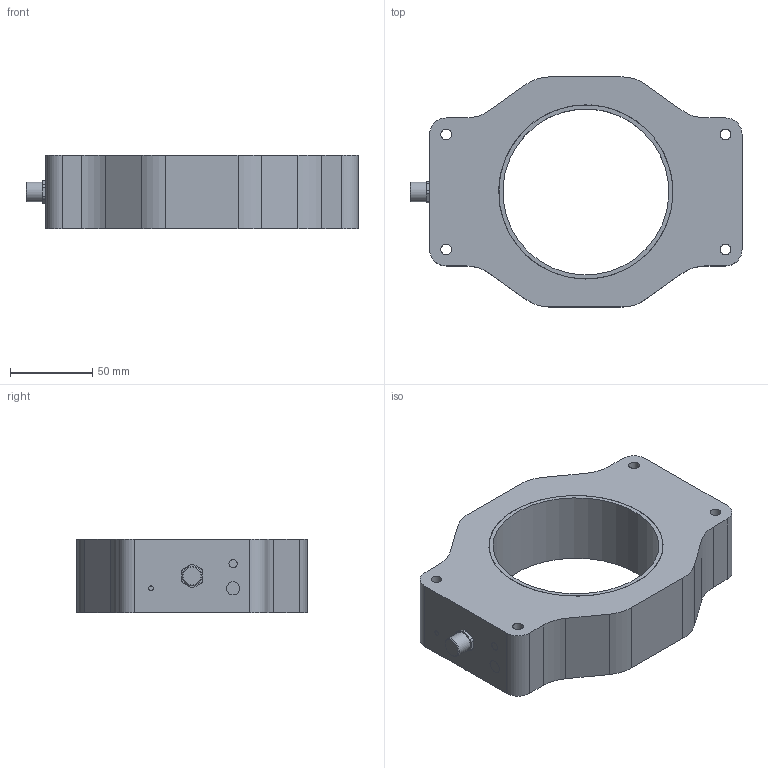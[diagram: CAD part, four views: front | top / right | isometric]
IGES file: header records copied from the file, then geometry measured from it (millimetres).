
Global section: file name: No Iges File Name specified; native system: AutoDesk Inventor R10; preprocessor: AutoDesk Inventor Iges Exporter R10; author: No Author specified; organization: No Organization specified; date: 20100409.140149; units: millimetre
Bounding box: 202 x 140 x 45 mm (x, y, z)
Volume: 614275.8 mm3; surface area: 101614.7 mm2
Topology: 3 solids, 3 shells, 150 faces, 362 edges, 241 vertices
Faces by surface type: plane 119, cylinder 16, revolution 14, cone 1
Full cylindrical faces by diameter (mm): 12 x1, 106 x1
